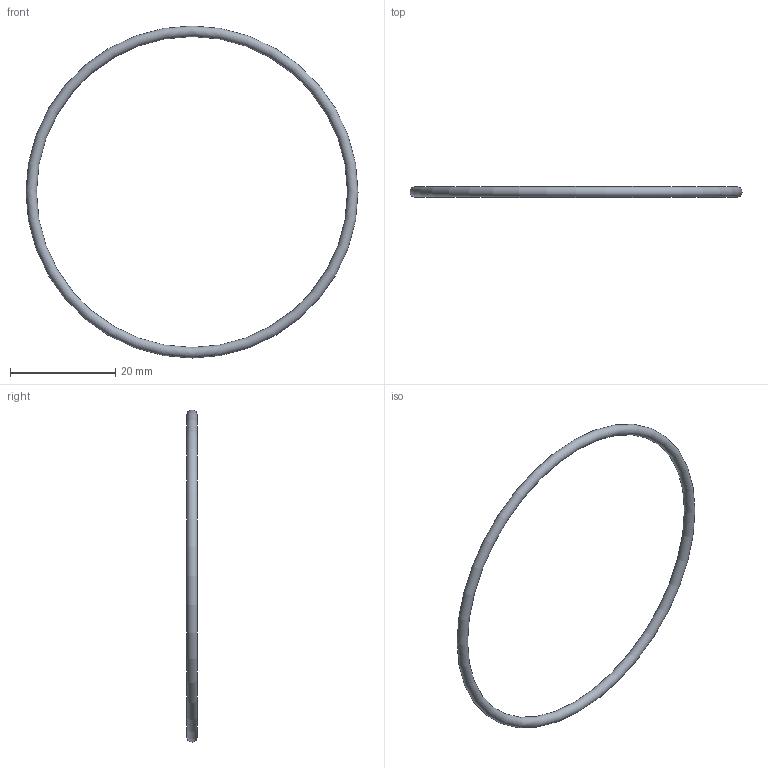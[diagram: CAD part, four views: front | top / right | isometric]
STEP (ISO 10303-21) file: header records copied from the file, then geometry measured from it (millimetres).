
FILE_DESCRIPTION (( 'STEP AP214' ), '1' );
FILE_NAME ('2088789.stp', '2022-12-05T14:20:01', ( '' ), ( '' ), 'SwSTEP 2.0', 'SolidWorks 2020', '' );
FILE_SCHEMA (( 'AUTOMOTIVE_DESIGN' ));
Length unit declared in the file: millimetre
Products named in the file (1): 2088789
Bounding box: 63 x 2 x 63 mm (x, y, z)
Volume: 602 mm3; surface area: 1204.1 mm2
Topology: 1 solids, 1 shells, 1 faces, 2 edges, 1 vertices
Faces by surface type: torus 1
Entity records: 48 total; most frequent: DIRECTION 4, UNCERTAINTY_MEASURE_WITH_UNIT 3, AXIS2_PLACEMENT_3D 2, STYLED_ITEM 2, CARTESIAN_POINT 2, COLOUR_RGB 2, APPLICATION_PROTOCOL_DEFINITION 2, APPLICATION_CONTEXT 2
